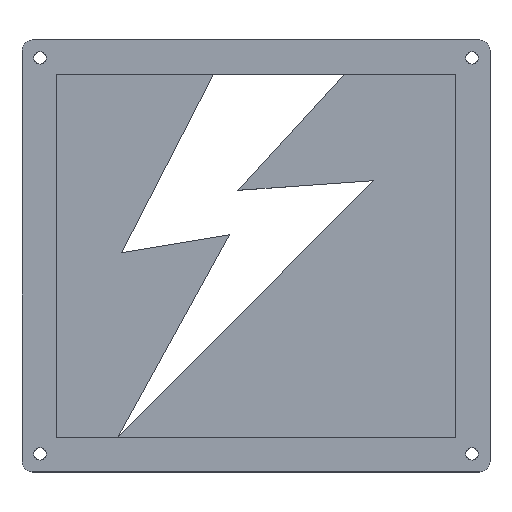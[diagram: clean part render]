
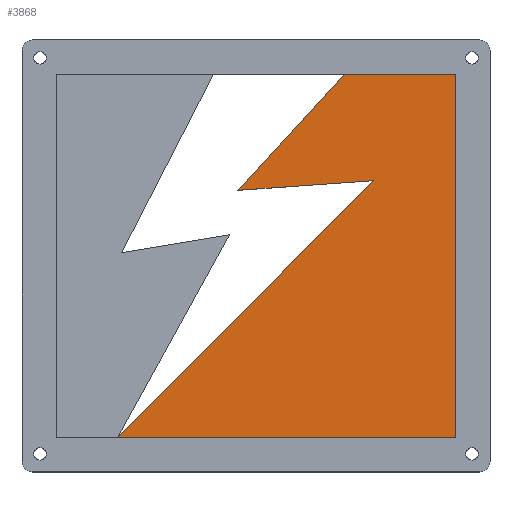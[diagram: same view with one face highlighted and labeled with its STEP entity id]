
A CAD part, top view. The second image highlights one B-rep face of the part: STEP entity #3868.
In plain terms, the highlighted planar face has unit normal (0, 0, 1).
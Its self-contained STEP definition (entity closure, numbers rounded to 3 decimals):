
#535=FACE_OUTER_BOUND('',#761,.T.);
#761=EDGE_LOOP('',(#3484,#3485,#3486,#3487,#3488,#3489));
#1128=LINE('',#7185,#1491);
#1131=LINE('',#7190,#1494);
#1133=LINE('',#7193,#1496);
#1134=LINE('',#7196,#1497);
#1135=LINE('',#7198,#1498);
#1136=LINE('',#7199,#1499);
#1491=VECTOR('',#4699,10.);
#1494=VECTOR('',#4704,10.);
#1496=VECTOR('',#4708,10.);
#1497=VECTOR('',#4711,10.);
#1498=VECTOR('',#4712,10.);
#1499=VECTOR('',#4713,10.);
#1847=VERTEX_POINT('',#7105);
#1867=VERTEX_POINT('',#7182);
#1868=VERTEX_POINT('',#7184);
#1869=VERTEX_POINT('',#7189);
#1870=VERTEX_POINT('',#7195);
#1871=VERTEX_POINT('',#7197);
#2412=EDGE_CURVE('',#1868,#1867,#1128,.T.);
#2415=EDGE_CURVE('',#1869,#1847,#1131,.T.);
#2417=EDGE_CURVE('',#1867,#1869,#1133,.T.);
#2418=EDGE_CURVE('',#1870,#1847,#1134,.T.);
#2419=EDGE_CURVE('',#1871,#1870,#1135,.T.);
#2420=EDGE_CURVE('',#1868,#1871,#1136,.T.);
#3484=ORIENTED_EDGE('',*,*,#2417,.T.);
#3485=ORIENTED_EDGE('',*,*,#2415,.T.);
#3486=ORIENTED_EDGE('',*,*,#2418,.F.);
#3487=ORIENTED_EDGE('',*,*,#2419,.F.);
#3488=ORIENTED_EDGE('',*,*,#2420,.F.);
#3489=ORIENTED_EDGE('',*,*,#2412,.T.);
#3667=PLANE('',#4045);
#3868=ADVANCED_FACE('',(#535),#3667,.T.);
#4045=AXIS2_PLACEMENT_3D('',#7194,#4709,#4710);
#4699=DIRECTION('',(-0.676,-0.737,0.));
#4704=DIRECTION('',(-0.706,-0.709,0.));
#4708=DIRECTION('',(0.997,0.071,0.));
#4709=DIRECTION('center_axis',(0.,0.,1.));
#4710=DIRECTION('ref_axis',(1.,0.,0.));
#4711=DIRECTION('',(-1.,0.,0.));
#4712=DIRECTION('',(0.,-1.,0.));
#4713=DIRECTION('',(1.,0.,0.));
#7105=CARTESIAN_POINT('',(43.876,18.569,3.));
#7182=CARTESIAN_POINT('',(77.269,87.311,3.));
#7184=CARTESIAN_POINT('',(106.86,119.569,3.));
#7185=CARTESIAN_POINT('',(77.269,87.311,3.));
#7189=CARTESIAN_POINT('',(115.,90.,3.));
#7190=CARTESIAN_POINT('',(43.876,18.569,3.));
#7193=CARTESIAN_POINT('',(115.,90.,3.));
#7194=CARTESIAN_POINT('Origin',(90.846,69.069,3.));
#7195=CARTESIAN_POINT('',(137.817,18.569,3.));
#7196=CARTESIAN_POINT('',(114.331,18.569,3.));
#7197=CARTESIAN_POINT('',(137.817,119.569,3.));
#7198=CARTESIAN_POINT('',(137.817,94.319,3.));
#7199=CARTESIAN_POINT('',(58.831,119.569,3.));
